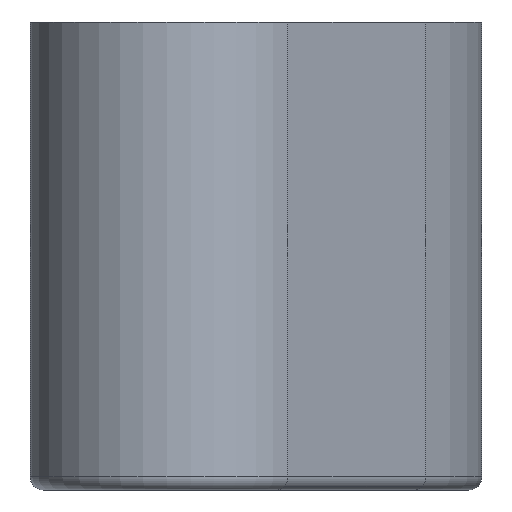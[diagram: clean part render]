
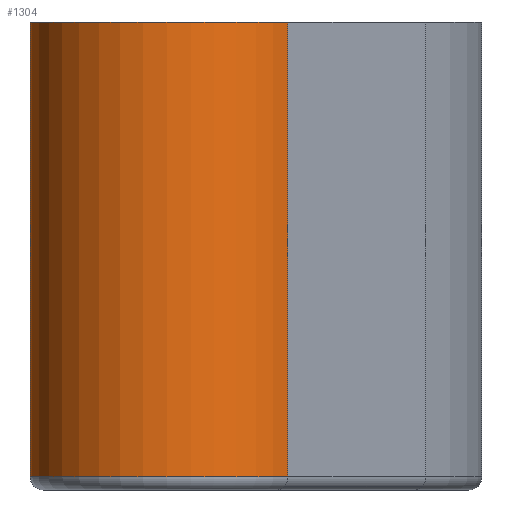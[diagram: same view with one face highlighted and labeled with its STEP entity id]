
A CAD part, left-side view. The second image highlights one B-rep face of the part: STEP entity #1304.
In plain terms, the highlighted cylindrical face has radius 21.442 mm (diameter 42.884 mm), a partial arc.
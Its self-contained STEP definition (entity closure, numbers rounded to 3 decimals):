
#83 = ORIENTED_EDGE ( 'NONE', *, *, #634, .T. ) ;
#120 = DIRECTION ( 'NONE',  ( -0.935, 0.354, 0. ) ) ;
#208 = EDGE_CURVE ( 'NONE', #1415, #1093, #1511, .T. ) ;
#223 = LINE ( 'NONE', #404, #1159 ) ;
#259 = CARTESIAN_POINT ( 'NONE',  ( -52.751, 40.448, 0. ) ) ;
#272 = DIRECTION ( 'NONE',  ( 0., 0., -1. ) ) ;
#285 = CARTESIAN_POINT ( 'NONE',  ( -64.115, 22.265, 72. ) ) ;
#404 = CARTESIAN_POINT ( 'NONE',  ( -49.248, 61.602, 2. ) ) ;
#415 = ORIENTED_EDGE ( 'NONE', *, *, #1729, .F. ) ;
#435 = LINE ( 'NONE', #1362, #1408 ) ;
#576 = FACE_OUTER_BOUND ( 'NONE', #674, .T. ) ;
#634 = EDGE_CURVE ( 'NONE', #1577, #2189, #1705, .T. ) ;
#635 = CARTESIAN_POINT ( 'NONE',  ( -52.751, 40.448, 2. ) ) ;
#674 = EDGE_LOOP ( 'NONE', ( #2006, #2247, #83, #415 ) ) ;
#739 = EDGE_CURVE ( 'NONE', #1415, #1577, #435, .T. ) ;
#982 = DIRECTION ( 'NONE',  ( 0.163, 0.987, 0. ) ) ;
#999 = DIRECTION ( 'NONE',  ( 0.163, 0.987, 0. ) ) ;
#1093 = VERTEX_POINT ( 'NONE', #2311 ) ;
#1151 = AXIS2_PLACEMENT_3D ( 'NONE', #259, #2048, #982 ) ;
#1159 = VECTOR ( 'NONE', #1667, 1000. ) ;
#1185 = AXIS2_PLACEMENT_3D ( 'NONE', #1542, #272, #999 ) ;
#1304 = ADVANCED_FACE ( 'NONE', ( #576 ), #2213, .T. ) ;
#1362 = CARTESIAN_POINT ( 'NONE',  ( -64.115, 22.265, 2. ) ) ;
#1408 = VECTOR ( 'NONE', #2074, 1000. ) ;
#1415 = VERTEX_POINT ( 'NONE', #1508 ) ;
#1508 = CARTESIAN_POINT ( 'NONE',  ( -64.115, 22.265, 2. ) ) ;
#1511 = CIRCLE ( 'NONE', #1797, 21.442 ) ;
#1542 = CARTESIAN_POINT ( 'NONE',  ( -52.751, 40.448, 72. ) ) ;
#1577 = VERTEX_POINT ( 'NONE', #285 ) ;
#1667 = DIRECTION ( 'NONE',  ( 0., 0., 1. ) ) ;
#1705 = CIRCLE ( 'NONE', #1185, 21.442 ) ;
#1729 = EDGE_CURVE ( 'NONE', #1093, #2189, #223, .T. ) ;
#1770 = CARTESIAN_POINT ( 'NONE',  ( -49.248, 61.602, 72. ) ) ;
#1797 = AXIS2_PLACEMENT_3D ( 'NONE', #635, #1886, #120 ) ;
#1886 = DIRECTION ( 'NONE',  ( 0., 0., -1. ) ) ;
#2006 = ORIENTED_EDGE ( 'NONE', *, *, #208, .F. ) ;
#2048 = DIRECTION ( 'NONE',  ( 0., 0., 1. ) ) ;
#2074 = DIRECTION ( 'NONE',  ( 0., 0., 1. ) ) ;
#2189 = VERTEX_POINT ( 'NONE', #1770 ) ;
#2213 = CYLINDRICAL_SURFACE ( 'NONE', #1151, 21.442 ) ;
#2247 = ORIENTED_EDGE ( 'NONE', *, *, #739, .T. ) ;
#2311 = CARTESIAN_POINT ( 'NONE',  ( -49.248, 61.602, 2. ) ) ;
